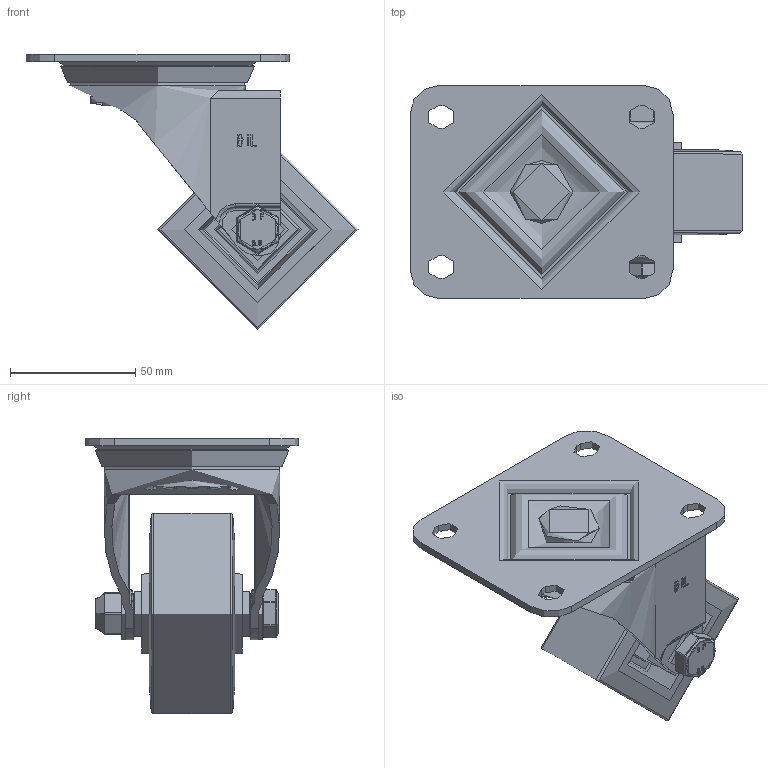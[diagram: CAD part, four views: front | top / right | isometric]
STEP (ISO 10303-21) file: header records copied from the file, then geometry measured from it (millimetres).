
FILE_DESCRIPTION(/* description */ ('','CAx-IF Rec.Pracs.---Representation and Presentation of Product Manufacturing Information (PMI)---4.0---2014-10-13'),/* implementation_level */ '2;1');
FILE_NAME(/* name */ 'BLKH80SRNB.step',/* time_stamp */ '2025-03-10T12:44:24Z',/* author */ (''),/* organization */ (''),/* preprocessor_version */ 'ST-DEVELOPER v20',/* originating_system */ 'Autodesk Translation Framework v13.20.0.188',/* authorisation */ '');
FILE_SCHEMA (('AP242_MANAGED_MODEL_BASED_3D_ENGINEERING_MIM_LF { 1 0 10303 442 1 1 4 }'));
Length unit declared in the file: millimetre
Products named in the file (29): BLKH80SRNB; BLKH80AS v1; BLACK PAINTED PRESSED STEEL TOP PLATE; BLACK PAINTED PRESSED STEEL FORKS; BLACK PAINTED PRESSED STEEL FORKS Geometry; BEARING SEAL; BZMH80WSRNRB v1; 65 SHORE A ELASTIC RUBBER TYRE; NYLON RIM; NYLON RIM Geometry; CAP; ROLLER BEARING; Component5; Pattern; Component6; TUBEM12X46X10 v1; ZINC PLATED AXLE TUBE; WP12X18X2.5BLK v1; FLAT NYLON WASHER; WP12X18X2.5BLK v1 (1); FLAT NYLON WASHER (1); WM10X21X1BLK v1; BLACK ZINC WASHER; WM10X21X1BLK v1 (1); BLACK ZINC WASHER (1); BOLTM10X65BLK v2; GRADE 8.8 BLACK PAINTED BOLT; NM10STOVERNUT v1; STOVER LOCKING NUT
Assembly tree (35 placements, depth 5):
  BLKH80SRNB
    BLKH80AS v1
      BLACK PAINTED PRESSED STEEL TOP PLATE
      BLACK PAINTED PRESSED STEEL FORKS
        BLACK PAINTED PRESSED STEEL FORKS Geometry
        BEARING SEAL
    BZMH80WSRNRB v1
      65 SHORE A ELASTIC RUBBER TYRE
      NYLON RIM
        NYLON RIM Geometry
        CAP
      ROLLER BEARING
        Component5
        Pattern
          Component6  x8
    TUBEM12X46X10 v1
      ZINC PLATED AXLE TUBE
    WP12X18X2.5BLK v1
      FLAT NYLON WASHER
    WP12X18X2.5BLK v1 (1)
      FLAT NYLON WASHER (1)
    WM10X21X1BLK v1
      BLACK ZINC WASHER
    WM10X21X1BLK v1 (1)
      BLACK ZINC WASHER (1)
    BOLTM10X65BLK v2
      GRADE 8.8 BLACK PAINTED BOLT
    NM10STOVERNUT v1
      STOVER LOCKING NUT
Bounding box: 132.5 x 85 x 110 mm (x, y, z)
Volume: 234009.3 mm3; surface area: 109080.1 mm2
Topology: 22 solids, 22 shells, 567 faces, 1428 edges, 910 vertices
Faces by surface type: plane 272, cylinder 171, bspline 51, torus 44, cone 17, sphere 12
Full cylindrical faces by diameter (mm): 3.75 x8, 8.141 x13, 9.85 x15, 10 x3, 10.5 x4, 11.95 x1, 12.4 x2, 12.5 x2, 12.6 x1, 15.5 x1, 18 x2, 20 x1, 20.5 x1, 21 x2, 22 x3, 24.6 x1, 24.8 x1, 25 x1, 47.5 x1, 53.5 x1, 58.5 x2, 64 x1, 70 x1, 80 x1
Entity records: 28330 total; most frequent: CARTESIAN_POINT 14321, ORIENTED_EDGE 2806, DIRECTION 2768, EDGE_CURVE 1403, AXIS2_PLACEMENT_3D 1034, VERTEX_POINT 896, LINE 700, VECTOR 700
